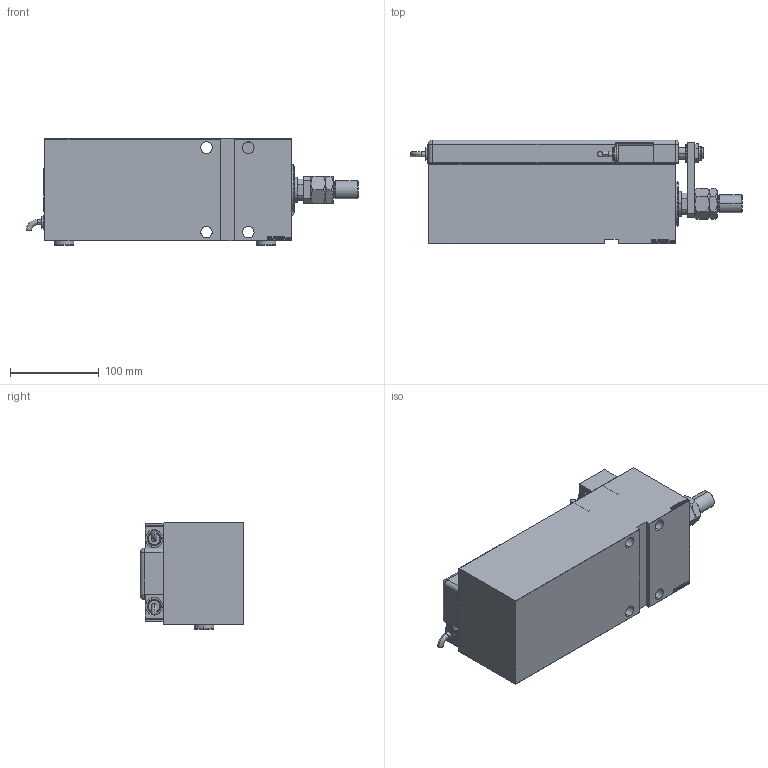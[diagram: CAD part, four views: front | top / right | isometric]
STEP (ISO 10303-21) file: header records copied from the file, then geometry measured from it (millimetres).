
FILE_DESCRIPTION (( 'STEP AP203' ), '1' );
FILE_NAME ('a448.STEP', '2024-02-12T13:22:32', ( '' ), ( '' ), 'SwSTEP 2.0', 'SolidWorks 2019', '' );
FILE_SCHEMA (( 'CONFIG_CONTROL_DESIGN' ));
Length unit declared in the file: millimetre
Products named in the file (15): ZARAZKA_Q 6a27ef486a16068fc9427e8fb31110be; KRYT 6a27ef486a16068fc9427e8fb31110be; SWITCH Q 6a27ef486a16068fc9427e8fb31110be; V450CM_VC_G 6a27ef486a16068fc9427e8fb31110be; SWITCH_Q_FRONT_BACK 6a27ef486a16068fc9427e8fb31110be; NUT_D13 6a27ef486a16068fc9427e8fb31110be; SWITCH DIM A_G 6a27ef486a16068fc9427e8fb31110be; a448; NUT_D19 6a27ef486a16068fc9427e8fb31110be; MAGNETIC SWITCH Q 6a27ef486a16068fc9427e8fb31110be; Q_T_W_MTA 6a27ef486a16068fc9427e8fb31110be; TYC 6a27ef486a16068fc9427e8fb31110be; Zatka_OIL_PORT 6a27ef486a16068fc9427e8fb31110be; V450CM_G_Body 6a27ef486a16068fc9427e8fb31110be; V450CM_G_VCP 6a27ef486a16068fc9427e8fb31110be
Assembly tree (16 placements, depth 3):
  a448
    V450CM_G_Body 6a27ef486a16068fc9427e8fb31110be
    V450CM_G_VCP 6a27ef486a16068fc9427e8fb31110be
    V450CM_VC_G 6a27ef486a16068fc9427e8fb31110be
    MAGNETIC SWITCH Q 6a27ef486a16068fc9427e8fb31110be
      SWITCH_Q_FRONT_BACK 6a27ef486a16068fc9427e8fb31110be
      TYC 6a27ef486a16068fc9427e8fb31110be
      ZARAZKA_Q 6a27ef486a16068fc9427e8fb31110be
      SWITCH DIM A_G 6a27ef486a16068fc9427e8fb31110be
      NUT_D19 6a27ef486a16068fc9427e8fb31110be
      NUT_D13 6a27ef486a16068fc9427e8fb31110be
      KRYT 6a27ef486a16068fc9427e8fb31110be
      SWITCH Q 6a27ef486a16068fc9427e8fb31110be  x2
    Q_T_W_MTA 6a27ef486a16068fc9427e8fb31110be
    Zatka_OIL_PORT 6a27ef486a16068fc9427e8fb31110be  x2
Bounding box: 373.76 x 116.8 x 119.9 mm (x, y, z)
Volume: 2540147 mm3; surface area: 360335.9 mm2
Topology: 16 solids, 16 shells, 1329 faces, 3334 edges, 2185 vertices
Faces by surface type: plane 663, bspline 471, cylinder 115, cone 54, torus 24, sphere 2
Entity records: 61143 total; most frequent: CARTESIAN_POINT 32058, ORIENTED_EDGE 6392, DIRECTION 4118, EDGE_CURVE 3196, VERTEX_POINT 2101, VECTOR 1888, LINE 1888, EDGE_LOOP 1441
